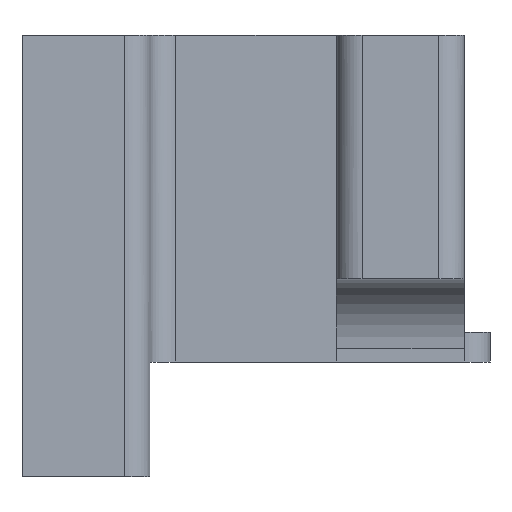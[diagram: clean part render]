
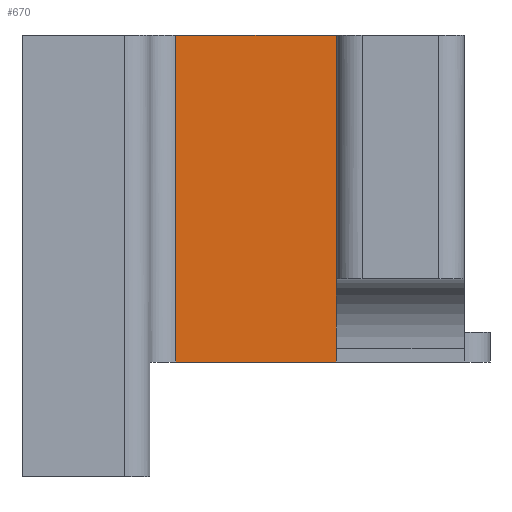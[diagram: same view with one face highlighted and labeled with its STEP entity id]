
A CAD part, left-side view. The second image highlights one B-rep face of the part: STEP entity #670.
In plain terms, the highlighted planar face has unit normal (-1, 0, 0).
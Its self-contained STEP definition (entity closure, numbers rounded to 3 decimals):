
#10 = CARTESIAN_POINT ( 'NONE',  ( 8.467, 10., 36.241 ) ) ;
#47 = VERTEX_POINT ( 'NONE', #10 ) ;
#54 = EDGE_CURVE ( 'NONE', #1291, #970, #1234, .T. ) ;
#85 = FACE_OUTER_BOUND ( 'NONE', #1316, .T. ) ;
#298 = VERTEX_POINT ( 'NONE', #1474 ) ;
#322 = EDGE_CURVE ( 'NONE', #298, #970, #1199, .T. ) ;
#329 = VECTOR ( 'NONE', #431, 1000. ) ;
#336 = CARTESIAN_POINT ( 'NONE',  ( 8.467, 22.57, 10.7 ) ) ;
#364 = PLANE ( 'NONE',  #522 ) ;
#377 = VECTOR ( 'NONE', #787, 1000. ) ;
#391 = EDGE_CURVE ( 'NONE', #1291, #47, #949, .T. ) ;
#431 = DIRECTION ( 'NONE',  ( 0., -1., 0. ) ) ;
#486 = LINE ( 'NONE', #1038, #1423 ) ;
#522 = AXIS2_PLACEMENT_3D ( 'NONE', #1481, #1626, #1321 ) ;
#559 = CARTESIAN_POINT ( 'NONE',  ( 8.467, 22.57, 10.7 ) ) ;
#604 = DIRECTION ( 'NONE',  ( 0., 0., -1. ) ) ;
#634 = ORIENTED_EDGE ( 'NONE', *, *, #391, .F. ) ;
#670 = ADVANCED_FACE ( 'NONE', ( #85 ), #364, .F. ) ;
#679 = CARTESIAN_POINT ( 'NONE',  ( 8.467, 22.57, 36.241 ) ) ;
#787 = DIRECTION ( 'NONE',  ( 0., 1., 0. ) ) ;
#830 = CARTESIAN_POINT ( 'NONE',  ( 8.467, 22.57, 36.241 ) ) ;
#833 = VECTOR ( 'NONE', #604, 1000. ) ;
#919 = ORIENTED_EDGE ( 'NONE', *, *, #322, .F. ) ;
#949 = LINE ( 'NONE', #830, #329 ) ;
#970 = VERTEX_POINT ( 'NONE', #336 ) ;
#1038 = CARTESIAN_POINT ( 'NONE',  ( 8.467, 10., 1.725 ) ) ;
#1176 = EDGE_CURVE ( 'NONE', #298, #47, #486, .T. ) ;
#1199 = LINE ( 'NONE', #1754, #377 ) ;
#1234 = LINE ( 'NONE', #559, #833 ) ;
#1291 = VERTEX_POINT ( 'NONE', #679 ) ;
#1316 = EDGE_LOOP ( 'NONE', ( #1645, #634, #1488, #919 ) ) ;
#1321 = DIRECTION ( 'NONE',  ( 0., 0., -1. ) ) ;
#1423 = VECTOR ( 'NONE', #1751, 1000. ) ;
#1474 = CARTESIAN_POINT ( 'NONE',  ( 8.467, 10., 10.7 ) ) ;
#1481 = CARTESIAN_POINT ( 'NONE',  ( 8.467, 24.57, 1.725 ) ) ;
#1488 = ORIENTED_EDGE ( 'NONE', *, *, #54, .T. ) ;
#1626 = DIRECTION ( 'NONE',  ( 1., 0., 0. ) ) ;
#1645 = ORIENTED_EDGE ( 'NONE', *, *, #1176, .T. ) ;
#1751 = DIRECTION ( 'NONE',  ( 0., 0., 1. ) ) ;
#1754 = CARTESIAN_POINT ( 'NONE',  ( 8.467, 24.57, 10.7 ) ) ;
